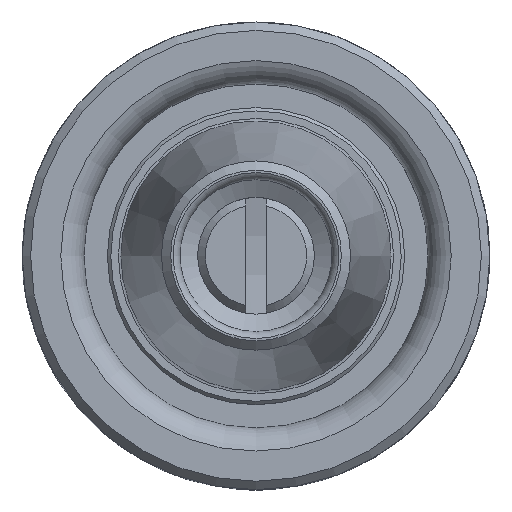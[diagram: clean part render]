
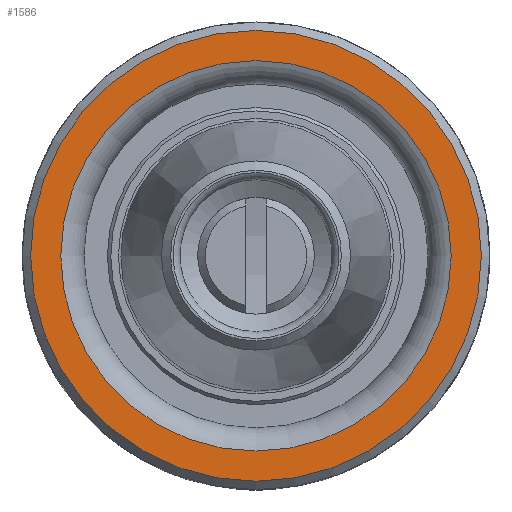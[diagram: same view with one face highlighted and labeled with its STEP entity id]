
A CAD part, top view. The second image highlights one B-rep face of the part: STEP entity #1586.
In plain terms, the highlighted planar face has unit normal (0, 0, 1).
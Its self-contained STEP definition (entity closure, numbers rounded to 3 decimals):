
#137=PLANE('',#1706);
#296=ORIENTED_EDGE('',*,*,#521,.T.);
#297=ORIENTED_EDGE('',*,*,#513,.T.);
#513=EDGE_CURVE('',#642,#642,#733,.T.);
#521=EDGE_CURVE('',#648,#648,#737,.T.);
#642=VERTEX_POINT('',#2283);
#648=VERTEX_POINT('',#2301);
#733=CIRCLE('',#1685,13.35);
#737=CIRCLE('',#1694,11.564);
#830=EDGE_LOOP('',(#296));
#831=EDGE_LOOP('',(#297));
#948=FACE_BOUND('',#830,.T.);
#949=FACE_BOUND('',#831,.T.);
#1586=ADVANCED_FACE('',(#948,#949),#137,.T.);
#1685=AXIS2_PLACEMENT_3D('',#2282,#1894,#1895);
#1694=AXIS2_PLACEMENT_3D('',#2300,#1915,#1916);
#1706=AXIS2_PLACEMENT_3D('',#2319,#1939,#1940);
#1894=DIRECTION('',(0.,0.,1.));
#1895=DIRECTION('',(1.,0.,0.));
#1915=DIRECTION('',(0.,0.,-1.));
#1916=DIRECTION('',(-1.,0.,0.));
#1939=DIRECTION('',(0.,0.,1.));
#1940=DIRECTION('',(1.,0.,0.));
#2282=CARTESIAN_POINT('',(0.,0.,33.5));
#2283=CARTESIAN_POINT('',(13.35,0.,33.5));
#2300=CARTESIAN_POINT('',(0.,0.,33.5));
#2301=CARTESIAN_POINT('',(-11.564,0.,33.5));
#2319=CARTESIAN_POINT('',(10.,0.,33.5));
